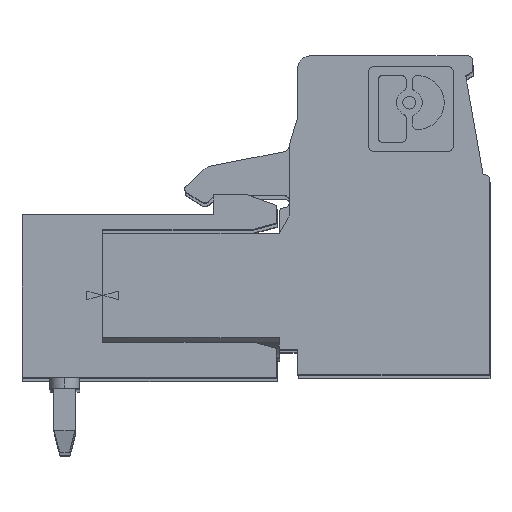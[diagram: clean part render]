
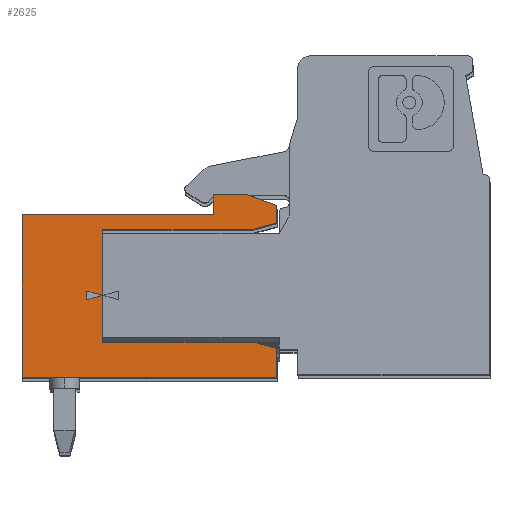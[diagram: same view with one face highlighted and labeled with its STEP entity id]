
A CAD part, top view. The second image highlights one B-rep face of the part: STEP entity #2625.
In plain terms, the highlighted planar face has unit normal (0, 0, 1).
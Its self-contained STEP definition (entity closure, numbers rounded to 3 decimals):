
#68 = DIRECTION ( 'NONE',  ( -0.966, -0.259, 0. ) ) ;
#268 = CARTESIAN_POINT ( 'NONE',  ( -9.926, 6.936, -0.179 ) ) ;
#617 = VECTOR ( 'NONE', #13249, 1000. ) ;
#620 = EDGE_CURVE ( 'NONE', #24865, #3979, #18016, .T. ) ;
#632 = FACE_OUTER_BOUND ( 'NONE', #3514, .T. ) ;
#645 = LINE ( 'NONE', #9519, #30480 ) ;
#1719 = CARTESIAN_POINT ( 'NONE',  ( -46.553, 6.229, -0.179 ) ) ;
#2377 = LINE ( 'NONE', #31090, #3194 ) ;
#2567 = ORIENTED_EDGE ( 'NONE', *, *, #19428, .T. ) ;
#2573 = CARTESIAN_POINT ( 'NONE',  ( -6.876, -38.507, -0.179 ) ) ;
#2625 = ADVANCED_FACE ( 'NONE', ( #632, #19873 ), #21507, .T. ) ;
#2955 = CARTESIAN_POINT ( 'NONE',  ( -6.876, 2.935, -0.179 ) ) ;
#3194 = VECTOR ( 'NONE', #5004, 1000. ) ;
#3219 = DIRECTION ( 'NONE',  ( -0.966, -0.259, 0. ) ) ;
#3413 = VERTEX_POINT ( 'NONE', #268 ) ;
#3434 = CARTESIAN_POINT ( 'NONE',  ( -0.926, 7.866, -0.179 ) ) ;
#3514 = EDGE_LOOP ( 'NONE', ( #31544, #18777, #22911, #23606, #20872, #17421, #33778, #24039, #14291, #12999, #26309, #8118, #2567 ) ) ;
#3587 = DIRECTION ( 'NONE',  ( 0., 1., 0. ) ) ;
#3979 = VERTEX_POINT ( 'NONE', #16080 ) ;
#4629 = DIRECTION ( 'NONE',  ( 0., 1., 0. ) ) ;
#5004 = DIRECTION ( 'NONE',  ( 0., 1., 0. ) ) ;
#5200 = LINE ( 'NONE', #33429, #17492 ) ;
#5271 = LINE ( 'NONE', #8139, #33486 ) ;
#5642 = VERTEX_POINT ( 'NONE', #25301 ) ;
#5680 = LINE ( 'NONE', #6535, #31074 ) ;
#6045 = EDGE_CURVE ( 'NONE', #27181, #22685, #645, .T. ) ;
#6535 = CARTESIAN_POINT ( 'NONE',  ( -9.926, 6.066, -0.179 ) ) ;
#6629 = VECTOR ( 'NONE', #23870, 1000. ) ;
#7208 = DIRECTION ( 'NONE',  ( 1., 0., 0. ) ) ;
#7823 = EDGE_CURVE ( 'NONE', #22685, #10077, #23846, .T. ) ;
#8118 = ORIENTED_EDGE ( 'NONE', *, *, #20057, .F. ) ;
#8139 = CARTESIAN_POINT ( 'NONE',  ( 2.074, 0.636, -0.179 ) ) ;
#8153 = DIRECTION ( 'NONE',  ( 0., 1., 0. ) ) ;
#8432 = VECTOR ( 'NONE', #8153, 1000. ) ;
#9519 = CARTESIAN_POINT ( 'NONE',  ( 0.874, 7.866, -0.179 ) ) ;
#10077 = VERTEX_POINT ( 'NONE', #18548 ) ;
#10852 = CARTESIAN_POINT ( 'NONE',  ( -6.876, 3.337, -0.179 ) ) ;
#10980 = CARTESIAN_POINT ( 'NONE',  ( -9.926, -0.734, -0.179 ) ) ;
#11027 = EDGE_CURVE ( 'NONE', #17912, #3413, #5680, .T. ) ;
#11457 = VECTOR ( 'NONE', #30156, 1000. ) ;
#11654 = VECTOR ( 'NONE', #23856, 1000. ) ;
#11960 = EDGE_CURVE ( 'NONE', #27420, #27181, #2377, .T. ) ;
#12221 = CARTESIAN_POINT ( 'NONE',  ( 2.074, -0.734, -0.179 ) ) ;
#12968 = AXIS2_PLACEMENT_3D ( 'NONE', #16046, #31900, #18680 ) ;
#12999 = ORIENTED_EDGE ( 'NONE', *, *, #16514, .T. ) ;
#13249 = DIRECTION ( 'NONE',  ( 0., 1., 0. ) ) ;
#13301 = VECTOR ( 'NONE', #23072, 1000. ) ;
#13935 = VERTEX_POINT ( 'NONE', #20839 ) ;
#14291 = ORIENTED_EDGE ( 'NONE', *, *, #11960, .F. ) ;
#14441 = VERTEX_POINT ( 'NONE', #27765 ) ;
#14804 = CARTESIAN_POINT ( 'NONE',  ( -8.426, -0.734, -0.179 ) ) ;
#15717 = DIRECTION ( 'NONE',  ( -1., 0., 0. ) ) ;
#15940 = CARTESIAN_POINT ( 'NONE',  ( -6.126, 6.229, -0.179 ) ) ;
#16046 = CARTESIAN_POINT ( 'NONE',  ( -46.553, -38.507, -0.179 ) ) ;
#16080 = CARTESIAN_POINT ( 'NONE',  ( 0.911, 6.229, -0.179 ) ) ;
#16167 = LINE ( 'NONE', #33344, #13301 ) ;
#16514 = EDGE_CURVE ( 'NONE', #27420, #3413, #26678, .T. ) ;
#17421 = ORIENTED_EDGE ( 'NONE', *, *, #27018, .T. ) ;
#17492 = VECTOR ( 'NONE', #4629, 1000. ) ;
#17912 = VERTEX_POINT ( 'NONE', #10980 ) ;
#18016 = LINE ( 'NONE', #1719, #11457 ) ;
#18548 = CARTESIAN_POINT ( 'NONE',  ( 2.074, 7.366, -0.179 ) ) ;
#18651 = CARTESIAN_POINT ( 'NONE',  ( 1.387, 7.616, -0.179 ) ) ;
#18680 = DIRECTION ( 'NONE',  ( 1., 0., 0. ) ) ;
#18714 = DIRECTION ( 'NONE',  ( 0., 1., 0. ) ) ;
#18777 = ORIENTED_EDGE ( 'NONE', *, *, #27470, .T. ) ;
#19428 = EDGE_CURVE ( 'NONE', #30113, #5642, #5200, .T. ) ;
#19492 = LINE ( 'NONE', #27212, #24352 ) ;
#19569 = EDGE_CURVE ( 'NONE', #33208, #3979, #30557, .T. ) ;
#19873 = FACE_BOUND ( 'NONE', #28423, .T. ) ;
#20057 = EDGE_CURVE ( 'NONE', #30113, #17912, #33371, .T. ) ;
#20231 = CARTESIAN_POINT ( 'NONE',  ( -0.926, 6.936, -0.179 ) ) ;
#20291 = EDGE_CURVE ( 'NONE', #13935, #24865, #23145, .T. ) ;
#20413 = EDGE_CURVE ( 'NONE', #28215, #21713, #19492, .T. ) ;
#20480 = CARTESIAN_POINT ( 'NONE',  ( 0.954, 0.936, -0.179 ) ) ;
#20839 = CARTESIAN_POINT ( 'NONE',  ( -6.126, 0.936, -0.179 ) ) ;
#20872 = ORIENTED_EDGE ( 'NONE', *, *, #19569, .F. ) ;
#20944 = VECTOR ( 'NONE', #29946, 1000. ) ;
#21104 = CARTESIAN_POINT ( 'NONE',  ( -6.126, 3.136, -0.179 ) ) ;
#21507 = PLANE ( 'NONE',  #12968 ) ;
#21713 = VERTEX_POINT ( 'NONE', #2955 ) ;
#22235 = EDGE_CURVE ( 'NONE', #21713, #14441, #23416, .T. ) ;
#22406 = CARTESIAN_POINT ( 'NONE',  ( -46.553, 6.936, -0.179 ) ) ;
#22685 = VERTEX_POINT ( 'NONE', #31346 ) ;
#22911 = ORIENTED_EDGE ( 'NONE', *, *, #20291, .T. ) ;
#23072 = DIRECTION ( 'NONE',  ( -1., 0., 0. ) ) ;
#23145 = LINE ( 'NONE', #23795, #8432 ) ;
#23416 = LINE ( 'NONE', #2573, #31194 ) ;
#23606 = ORIENTED_EDGE ( 'NONE', *, *, #620, .T. ) ;
#23685 = DIRECTION ( 'NONE',  ( -0.966, 0.259, 0. ) ) ;
#23795 = CARTESIAN_POINT ( 'NONE',  ( -6.126, -38.507, -0.179 ) ) ;
#23846 = LINE ( 'NONE', #18651, #6629 ) ;
#23856 = DIRECTION ( 'NONE',  ( 0.966, -0.259, 0. ) ) ;
#23870 = DIRECTION ( 'NONE',  ( 0.94, -0.342, 0. ) ) ;
#24039 = ORIENTED_EDGE ( 'NONE', *, *, #6045, .F. ) ;
#24352 = VECTOR ( 'NONE', #3219, 1000. ) ;
#24865 = VERTEX_POINT ( 'NONE', #15940 ) ;
#25301 = CARTESIAN_POINT ( 'NONE',  ( 2.074, 0.636, -0.179 ) ) ;
#25308 = VERTEX_POINT ( 'NONE', #20480 ) ;
#26309 = ORIENTED_EDGE ( 'NONE', *, *, #11027, .F. ) ;
#26678 = LINE ( 'NONE', #22406, #20944 ) ;
#27018 = EDGE_CURVE ( 'NONE', #33208, #10077, #27188, .T. ) ;
#27181 = VERTEX_POINT ( 'NONE', #3434 ) ;
#27188 = LINE ( 'NONE', #28986, #617 ) ;
#27212 = CARTESIAN_POINT ( 'NONE',  ( -6.126, 3.136, -0.179 ) ) ;
#27420 = VERTEX_POINT ( 'NONE', #20231 ) ;
#27470 = EDGE_CURVE ( 'NONE', #25308, #13935, #16167, .T. ) ;
#27477 = ORIENTED_EDGE ( 'NONE', *, *, #33077, .T. ) ;
#27765 = CARTESIAN_POINT ( 'NONE',  ( -6.876, 3.337, -0.179 ) ) ;
#28215 = VERTEX_POINT ( 'NONE', #21104 ) ;
#28423 = EDGE_LOOP ( 'NONE', ( #33277, #27477, #30727 ) ) ;
#28658 = CARTESIAN_POINT ( 'NONE',  ( 0.915, 6.23, -0.179 ) ) ;
#28986 = CARTESIAN_POINT ( 'NONE',  ( 2.074, -38.507, -0.179 ) ) ;
#29233 = CARTESIAN_POINT ( 'NONE',  ( 2.074, 6.541, -0.179 ) ) ;
#29885 = EDGE_CURVE ( 'NONE', #5642, #25308, #5271, .T. ) ;
#29946 = DIRECTION ( 'NONE',  ( -1., 0., 0. ) ) ;
#30113 = VERTEX_POINT ( 'NONE', #12221 ) ;
#30156 = DIRECTION ( 'NONE',  ( 1., 0., 0. ) ) ;
#30480 = VECTOR ( 'NONE', #7208, 1000. ) ;
#30557 = LINE ( 'NONE', #28658, #33407 ) ;
#30727 = ORIENTED_EDGE ( 'NONE', *, *, #20413, .T. ) ;
#31074 = VECTOR ( 'NONE', #3587, 1000. ) ;
#31090 = CARTESIAN_POINT ( 'NONE',  ( -0.926, 7.866, -0.179 ) ) ;
#31194 = VECTOR ( 'NONE', #18714, 1000. ) ;
#31346 = CARTESIAN_POINT ( 'NONE',  ( 0.7, 7.866, -0.179 ) ) ;
#31544 = ORIENTED_EDGE ( 'NONE', *, *, #29885, .T. ) ;
#31753 = VECTOR ( 'NONE', #15717, 1000. ) ;
#31900 = DIRECTION ( 'NONE',  ( 0., 0., 1. ) ) ;
#32471 = LINE ( 'NONE', #10852, #11654 ) ;
#33077 = EDGE_CURVE ( 'NONE', #14441, #28215, #32471, .T. ) ;
#33208 = VERTEX_POINT ( 'NONE', #29233 ) ;
#33277 = ORIENTED_EDGE ( 'NONE', *, *, #22235, .T. ) ;
#33344 = CARTESIAN_POINT ( 'NONE',  ( -46.553, 0.936, -0.179 ) ) ;
#33371 = LINE ( 'NONE', #14804, #31753 ) ;
#33407 = VECTOR ( 'NONE', #68, 1000. ) ;
#33429 = CARTESIAN_POINT ( 'NONE',  ( 2.074, -38.507, -0.179 ) ) ;
#33486 = VECTOR ( 'NONE', #23685, 1000. ) ;
#33778 = ORIENTED_EDGE ( 'NONE', *, *, #7823, .F. ) ;
